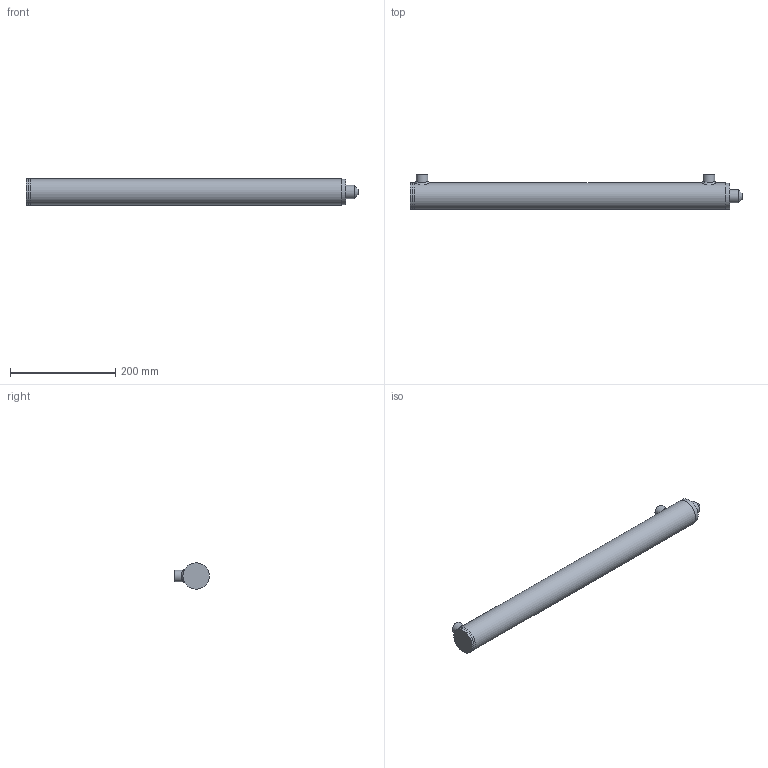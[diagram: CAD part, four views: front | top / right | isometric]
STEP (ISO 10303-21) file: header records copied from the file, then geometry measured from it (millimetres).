
FILE_DESCRIPTION(/* description */ (''),/* implementation_level */ '2;1');
FILE_NAME(/* name */ 'CY0400250500A00A00-1.stp',/* time_stamp */ '2025-12-11T13:18:20+01:00',/* author */ ('muc'),/* organization */ (''),/* preprocessor_version */ 'ST-DEVELOPER v20',/* originating_system */ 'Autodesk Inventor 2022',/* authorisation */ '');
FILE_SCHEMA (('AUTOMOTIVE_DESIGN { 1 0 10303 214 3 1 1 }'));
Length unit declared in the file: millimetre
Products named in the file (10): Assembly1; CY040050500A00A00-2; CY040050500A00A00-2_1; Rør; NBP000040015; stok Ø25; Würth_037178112_DIN 982, stål 10, forzinket; NBF000040050; NBT005004025; NBBORSG1-4``
Assembly tree (10 placements, depth 3):
  Assembly1
    CY040050500A00A00-2
      CY040050500A00A00-2_1
      Rør
      NBP000040015
      stok Ø25
      Würth_037178112_DIN 982, stål 10, forzinket
      NBF000040050
      NBT005004025
      NBBORSG1-4``  x2
Bounding box: 630 x 65.82 x 50 mm (x, y, z)
Volume: 793912.8 mm3; surface area: 253264.2 mm2
Topology: 11 solids, 11 shells, 121 faces, 251 edges, 165 vertices
Faces by surface type: cylinder 49, plane 41, cone 28, bspline 2, torus 1
Full cylindrical faces by diameter (mm): 6 x2, 10.8 x1, 11.445 x2, 12 x2, 14 x1, 15 x2, 19 x1, 22 x4, 25 x5, 27 x2, 30 x2, 35 x1, 36 x2, 40 x7, 43 x1, 44 x2, 49 x1, 50 x3
Entity records: 4350 total; most frequent: CARTESIAN_POINT 1433, DIRECTION 586, ORIENTED_EDGE 484, AXIS2_PLACEMENT_3D 258, EDGE_CURVE 242, VERTEX_POINT 159, EDGE_LOOP 149, CIRCLE 124
